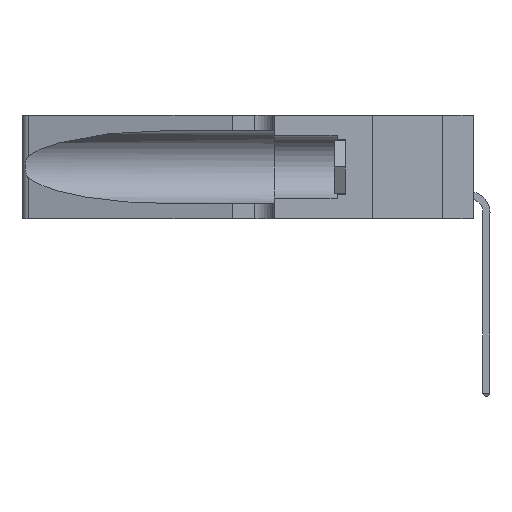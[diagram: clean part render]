
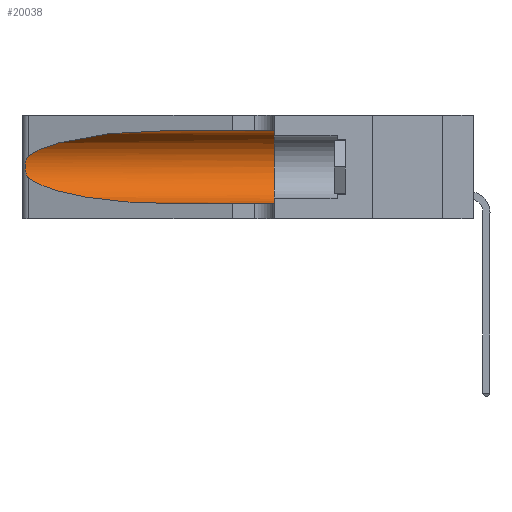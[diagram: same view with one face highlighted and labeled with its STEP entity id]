
A CAD part, left-side view. The second image highlights one B-rep face of the part: STEP entity #20038.
In plain terms, the highlighted cylindrical face has radius 3.308 mm (diameter 6.617 mm), a partial arc.
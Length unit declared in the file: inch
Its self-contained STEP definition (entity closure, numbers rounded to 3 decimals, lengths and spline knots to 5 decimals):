
#829 = CARTESIAN_POINT ( 'NONE',  ( 0.26075, 1.23896, 0.178 ) ) ;
#1191 = EDGE_CURVE ( 'NONE', #1717, #23020, #3107, .T. ) ;
#1209 = AXIS2_PLACEMENT_3D ( 'NONE', #2520, #23204, #2268 ) ;
#1540 = CARTESIAN_POINT ( 'NONE',  ( 0.25487, 1.22718, 0.22369 ) ) ;
#1717 = VERTEX_POINT ( 'NONE', #31004 ) ;
#2190 = CARTESIAN_POINT ( 'NONE',  ( 0.1305, 0.35, 0.31525 ) ) ;
#2268 = DIRECTION ( 'NONE',  ( 0., 0., -1. ) ) ;
#2308 = LINE ( 'NONE', #9665, #33754 ) ;
#2520 = CARTESIAN_POINT ( 'NONE',  ( 0.1305, 1.61858, 0.185 ) ) ;
#3107 =( BOUNDED_CURVE ( )  B_SPLINE_CURVE ( 3, ( #22534, #19800, #22919, #34741 ),
 .UNSPECIFIED., .F., .T. ) 
 B_SPLINE_CURVE_WITH_KNOTS ( ( 4, 4 ),
 ( 3.44316, 4.71239 ),
 .UNSPECIFIED. ) 
 CURVE ( )  GEOMETRIC_REPRESENTATION_ITEM ( )  RATIONAL_B_SPLINE_CURVE ( ( 1., 0.87, 0.87, 1. ) ) 
 REPRESENTATION_ITEM ( '' )  );
#4331 = VERTEX_POINT ( 'NONE', #30552 ) ;
#4532 = ORIENTED_EDGE ( 'NONE', *, *, #13729, .T. ) ;
#5354 = DIRECTION ( 'NONE',  ( 0., -1., 0. ) ) ;
#6415 = CARTESIAN_POINT ( 'NONE',  ( 0.25487, 1.22718, 0.22369 ) ) ;
#7050 = CARTESIAN_POINT ( 'NONE',  ( 0.25555, 1.22993, 0.14849 ) ) ;
#7087 = DIRECTION ( 'NONE',  ( 0., 1., 0. ) ) ;
#7981 = ORIENTED_EDGE ( 'NONE', *, *, #16212, .T. ) ;
#8437 = EDGE_CURVE ( 'NONE', #30032, #4331, #19806, .T. ) ;
#8645 = CARTESIAN_POINT ( 'NONE',  ( 0.1305, 0.72297, 0.31525 ) ) ;
#9377 = CARTESIAN_POINT ( 'NONE',  ( 0.26075, 1.23896, 0.19203 ) ) ;
#9665 = CARTESIAN_POINT ( 'NONE',  ( 0.1305, 1.61858, 0.05475 ) ) ;
#10041 = DIRECTION ( 'NONE',  ( 0., 0., 1. ) ) ;
#10496 = ORIENTED_EDGE ( 'NONE', *, *, #14806, .T. ) ;
#12490 = CARTESIAN_POINT ( 'NONE',  ( 0.26018, 1.23835, 0.19895 ) ) ;
#13729 = EDGE_CURVE ( 'NONE', #23020, #4331, #2308, .T. ) ;
#13768 = CARTESIAN_POINT ( 'NONE',  ( 0.1305, 1.61858, 0.31525 ) ) ;
#14035 = EDGE_CURVE ( 'NONE', #28286, #30032, #32640, .T. ) ;
#14806 = EDGE_CURVE ( 'NONE', #28286, #29725, #26583, .T. ) ;
#15056 = CARTESIAN_POINT ( 'NONE',  ( 0.25639, 1.23184, 0.21858 ) ) ;
#15704 = CARTESIAN_POINT ( 'NONE',  ( 0.1305, 0.72297, 0.05475 ) ) ;
#16212 = EDGE_CURVE ( 'NONE', #29725, #1717, #33418, .T. ) ;
#19800 = CARTESIAN_POINT ( 'NONE',  ( 0.2373, 1.15595, 0.08982 ) ) ;
#19806 = CIRCLE ( 'NONE', #24262, 0.13025 ) ;
#20038 = ADVANCED_FACE ( 'NONE', ( #35345 ), #20566, .F. ) ;
#20437 = CARTESIAN_POINT ( 'NONE',  ( 0.1305, 0.72297, 0.31525 ) ) ;
#20566 = CYLINDRICAL_SURFACE ( 'NONE', #1209, 0.13025 ) ;
#22534 = CARTESIAN_POINT ( 'NONE',  ( 0.25487, 1.22718, 0.14631 ) ) ;
#22542 = VECTOR ( 'NONE', #5354, 39.37008 ) ;
#22919 = CARTESIAN_POINT ( 'NONE',  ( 0.18966, 0.96281, 0.05475 ) ) ;
#23020 = VERTEX_POINT ( 'NONE', #15704 ) ;
#23185 = CARTESIAN_POINT ( 'NONE',  ( 0.18966, 0.96281, 0.31525 ) ) ;
#23204 = DIRECTION ( 'NONE',  ( 0., -1., 0. ) ) ;
#23421 = CARTESIAN_POINT ( 'NONE',  ( 0.2373, 1.15595, 0.28018 ) ) ;
#24019 = ORIENTED_EDGE ( 'NONE', *, *, #14035, .F. ) ;
#24262 = AXIS2_PLACEMENT_3D ( 'NONE', #24804, #7087, #10041 ) ;
#24522 = CARTESIAN_POINT ( 'NONE',  ( 0.26017, 1.23833, 0.17102 ) ) ;
#24804 = CARTESIAN_POINT ( 'NONE',  ( 0.1305, 0.35, 0.185 ) ) ;
#26069 = EDGE_LOOP ( 'NONE', ( #10496, #7981, #32024, #4532, #30805, #24019 ) ) ;
#26583 =( BOUNDED_CURVE ( )  B_SPLINE_CURVE ( 3, ( #20437, #23185, #23421, #1540 ),
 .UNSPECIFIED., .F., .F. ) 
 B_SPLINE_CURVE_WITH_KNOTS ( ( 4, 4 ),
 ( 1.5708, 2.84003 ),
 .UNSPECIFIED. ) 
 CURVE ( )  GEOMETRIC_REPRESENTATION_ITEM ( )  RATIONAL_B_SPLINE_CURVE ( ( 1., 0.87, 0.87, 1. ) ) 
 REPRESENTATION_ITEM ( '' )  );
#28286 = VERTEX_POINT ( 'NONE', #8645 ) ;
#29479 = CARTESIAN_POINT ( 'NONE',  ( 0.25854, 1.2359, 0.20912 ) ) ;
#29725 = VERTEX_POINT ( 'NONE', #36281 ) ;
#30032 = VERTEX_POINT ( 'NONE', #2190 ) ;
#30552 = CARTESIAN_POINT ( 'NONE',  ( 0.1305, 0.35, 0.05475 ) ) ;
#30805 = ORIENTED_EDGE ( 'NONE', *, *, #8437, .F. ) ;
#31004 = CARTESIAN_POINT ( 'NONE',  ( 0.25487, 1.22718, 0.14631 ) ) ;
#32024 = ORIENTED_EDGE ( 'NONE', *, *, #1191, .T. ) ;
#32640 = LINE ( 'NONE', #13768, #22542 ) ;
#32802 = CARTESIAN_POINT ( 'NONE',  ( 0.25555, 1.22994, 0.2215 ) ) ;
#33418 = B_SPLINE_CURVE_WITH_KNOTS ( 'NONE', 3,
 ( #6415, #32802, #15056, #35764, #29479, #12490, #9377, #829, #24522, #33561, #36407, #37218, #7050, #33859 ),
 .UNSPECIFIED., .F., .F.,
 ( 4, 2, 2, 2, 2, 2, 4 ),
 ( 0., 0.00027, 0.00053, 0.00107, 0.0016, 0.00187, 0.00214 ),
 .UNSPECIFIED. ) ;
#33479 = DIRECTION ( 'NONE',  ( 0., -1., 0. ) ) ;
#33561 = CARTESIAN_POINT ( 'NONE',  ( 0.25856, 1.23593, 0.16098 ) ) ;
#33754 = VECTOR ( 'NONE', #33479, 39.37008 ) ;
#33859 = CARTESIAN_POINT ( 'NONE',  ( 0.25487, 1.22718, 0.14631 ) ) ;
#34741 = CARTESIAN_POINT ( 'NONE',  ( 0.1305, 0.72297, 0.05475 ) ) ;
#35345 = FACE_OUTER_BOUND ( 'NONE', #26069, .T. ) ;
#35764 = CARTESIAN_POINT ( 'NONE',  ( 0.25787, 1.23484, 0.2124 ) ) ;
#36281 = CARTESIAN_POINT ( 'NONE',  ( 0.25487, 1.22718, 0.22369 ) ) ;
#36407 = CARTESIAN_POINT ( 'NONE',  ( 0.25789, 1.23486, 0.15765 ) ) ;
#37218 = CARTESIAN_POINT ( 'NONE',  ( 0.25639, 1.23186, 0.15144 ) ) ;
